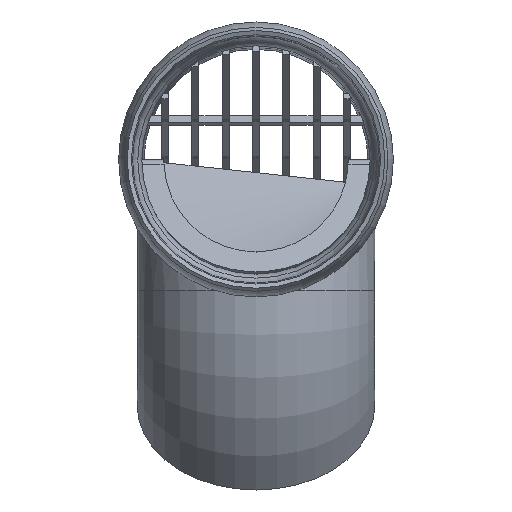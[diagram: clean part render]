
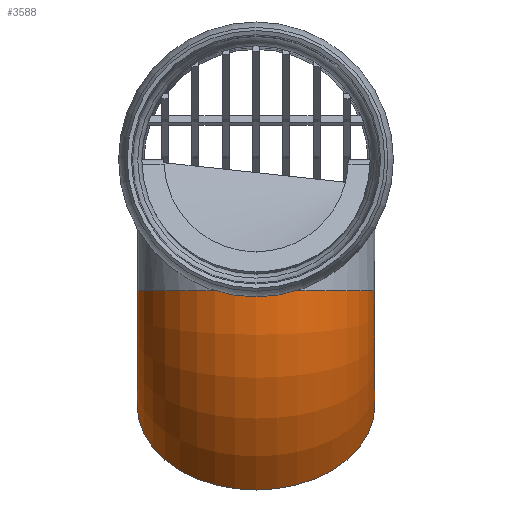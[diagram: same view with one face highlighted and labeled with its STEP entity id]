
A CAD part, top view. The second image highlights one B-rep face of the part: STEP entity #3588.
In plain terms, the highlighted toroidal (fillet/blend) face has major radius 700 mm and minor radius 510 mm.
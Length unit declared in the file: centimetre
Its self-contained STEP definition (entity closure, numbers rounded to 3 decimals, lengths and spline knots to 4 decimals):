
#389=FACE_OUTER_BOUND('',#666,.T.);
#666=EDGE_LOOP('',(#2314,#2315,#2316,#2317));
#970=CIRCLE('',#4969,51.);
#971=CIRCLE('',#4970,19.);
#972=CIRCLE('',#4971,51.);
#1087=VERTEX_POINT('',#7544);
#1088=VERTEX_POINT('',#7546);
#1537=EDGE_CURVE('',#1087,#1087,#970,.T.);
#1538=EDGE_CURVE('',#1087,#1088,#971,.T.);
#1539=EDGE_CURVE('',#1088,#1088,#972,.T.);
#2314=ORIENTED_EDGE('',*,*,#1537,.F.);
#2315=ORIENTED_EDGE('',*,*,#1538,.T.);
#2316=ORIENTED_EDGE('',*,*,#1539,.T.);
#2317=ORIENTED_EDGE('',*,*,#1538,.F.);
#3555=TOROIDAL_SURFACE('',#4968,70.,51.);
#3588=ADVANCED_FACE('',(#389),#3555,.T.);
#4968=AXIS2_PLACEMENT_3D('',#7543,#5533,#5534);
#4969=AXIS2_PLACEMENT_3D('',#7545,#5535,#5536);
#4970=AXIS2_PLACEMENT_3D('',#7547,#5537,#5538);
#4971=AXIS2_PLACEMENT_3D('',#7548,#5539,#5540);
#5533=DIRECTION('center_axis',(1.,0.,0.));
#5534=DIRECTION('ref_axis',(0.,0.,-1.));
#5535=DIRECTION('center_axis',(0.,-0.707,-0.707));
#5536=DIRECTION('ref_axis',(-1.,0.,0.));
#5537=DIRECTION('center_axis',(-1.,0.,0.));
#5538=DIRECTION('ref_axis',(0.,0.,-1.));
#5539=DIRECTION('center_axis',(0.,-1.,0.));
#5540=DIRECTION('ref_axis',(-1.,0.,0.));
#7543=CARTESIAN_POINT('Origin',(0.,-56.,198.));
#7544=CARTESIAN_POINT('',(0.,-69.435,211.435));
#7545=CARTESIAN_POINT('Origin',(0.,-105.4975,
247.4975));
#7546=CARTESIAN_POINT('',(0.,-56.,217.));
#7547=CARTESIAN_POINT('Origin',(0.,-56.,198.));
#7548=CARTESIAN_POINT('Origin',(0.,-56.,268.));
